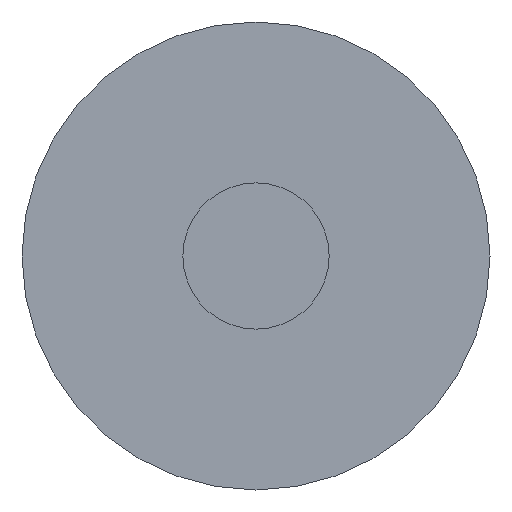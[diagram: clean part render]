
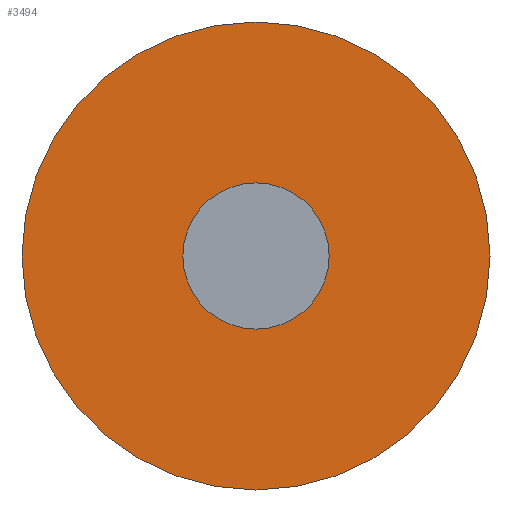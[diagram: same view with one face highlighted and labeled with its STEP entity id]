
A CAD part, left-side view. The second image highlights one B-rep face of the part: STEP entity #3494.
In plain terms, the highlighted planar face has unit normal (-1, 0, 0).
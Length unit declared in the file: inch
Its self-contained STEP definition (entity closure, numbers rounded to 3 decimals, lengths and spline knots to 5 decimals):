
#299 = CIRCLE ( 'NONE', #362, 8. ) ;
#362 = AXIS2_PLACEMENT_3D ( 'NONE', #1195, #1147, #3055 ) ;
#565 = EDGE_CURVE ( 'NONE', #2831, #1513, #815, .T. ) ;
#626 = DIRECTION ( 'NONE',  ( 0., 0., 1. ) ) ;
#641 = AXIS2_PLACEMENT_3D ( 'NONE', #2014, #1827, #626 ) ;
#770 = CARTESIAN_POINT ( 'NONE',  ( 1.25, 0., -8. ) ) ;
#815 = CIRCLE ( 'NONE', #2727, 2.5 ) ;
#840 = PLANE ( 'NONE',  #1642 ) ;
#875 = ORIENTED_EDGE ( 'NONE', *, *, #565, .T. ) ;
#877 = EDGE_CURVE ( 'NONE', #3359, #2114, #299, .T. ) ;
#903 = CARTESIAN_POINT ( 'NONE',  ( 1.25, 0., 0. ) ) ;
#1074 = DIRECTION ( 'NONE',  ( 0., 0., -1. ) ) ;
#1147 = DIRECTION ( 'NONE',  ( -1., 0., 0. ) ) ;
#1195 = CARTESIAN_POINT ( 'NONE',  ( 1.25, 0., 0. ) ) ;
#1249 = CARTESIAN_POINT ( 'NONE',  ( 1.25, 0., 2.5 ) ) ;
#1326 = EDGE_LOOP ( 'NONE', ( #2911, #3173 ) ) ;
#1356 = FACE_BOUND ( 'NONE', #2062, .T. ) ;
#1434 = DIRECTION ( 'NONE',  ( 0., 0., -1. ) ) ;
#1513 = VERTEX_POINT ( 'NONE', #1249 ) ;
#1584 = AXIS2_PLACEMENT_3D ( 'NONE', #1611, #2144, #1074 ) ;
#1611 = CARTESIAN_POINT ( 'NONE',  ( 1.25, 0., 0. ) ) ;
#1634 = CARTESIAN_POINT ( 'NONE',  ( 1.25, 2.5, 0. ) ) ;
#1642 = AXIS2_PLACEMENT_3D ( 'NONE', #1634, #1921, #1434 ) ;
#1735 = DIRECTION ( 'NONE',  ( 0., 0., -1. ) ) ;
#1827 = DIRECTION ( 'NONE',  ( -1., 0., 0. ) ) ;
#1921 = DIRECTION ( 'NONE',  ( 1., 0., 0. ) ) ;
#2014 = CARTESIAN_POINT ( 'NONE',  ( 1.25, 0., 0. ) ) ;
#2062 = EDGE_LOOP ( 'NONE', ( #2344, #875 ) ) ;
#2114 = VERTEX_POINT ( 'NONE', #2277 ) ;
#2144 = DIRECTION ( 'NONE',  ( 1., 0., 0. ) ) ;
#2277 = CARTESIAN_POINT ( 'NONE',  ( 1.25, 0., 8. ) ) ;
#2282 = DIRECTION ( 'NONE',  ( 1., 0., 0. ) ) ;
#2321 = EDGE_CURVE ( 'NONE', #1513, #2831, #3003, .T. ) ;
#2344 = ORIENTED_EDGE ( 'NONE', *, *, #2321, .T. ) ;
#2583 = CARTESIAN_POINT ( 'NONE',  ( 1.25, 0., -2.5 ) ) ;
#2727 = AXIS2_PLACEMENT_3D ( 'NONE', #903, #2282, #1735 ) ;
#2831 = VERTEX_POINT ( 'NONE', #2583 ) ;
#2851 = EDGE_CURVE ( 'NONE', #2114, #3359, #3114, .T. ) ;
#2911 = ORIENTED_EDGE ( 'NONE', *, *, #2851, .T. ) ;
#3003 = CIRCLE ( 'NONE', #1584, 2.5 ) ;
#3055 = DIRECTION ( 'NONE',  ( 0., 0., 1. ) ) ;
#3114 = CIRCLE ( 'NONE', #641, 8. ) ;
#3173 = ORIENTED_EDGE ( 'NONE', *, *, #877, .T. ) ;
#3359 = VERTEX_POINT ( 'NONE', #770 ) ;
#3494 = ADVANCED_FACE ( 'NONE', ( #1356, #3565 ), #840, .F. ) ;
#3565 = FACE_OUTER_BOUND ( 'NONE', #1326, .T. ) ;
